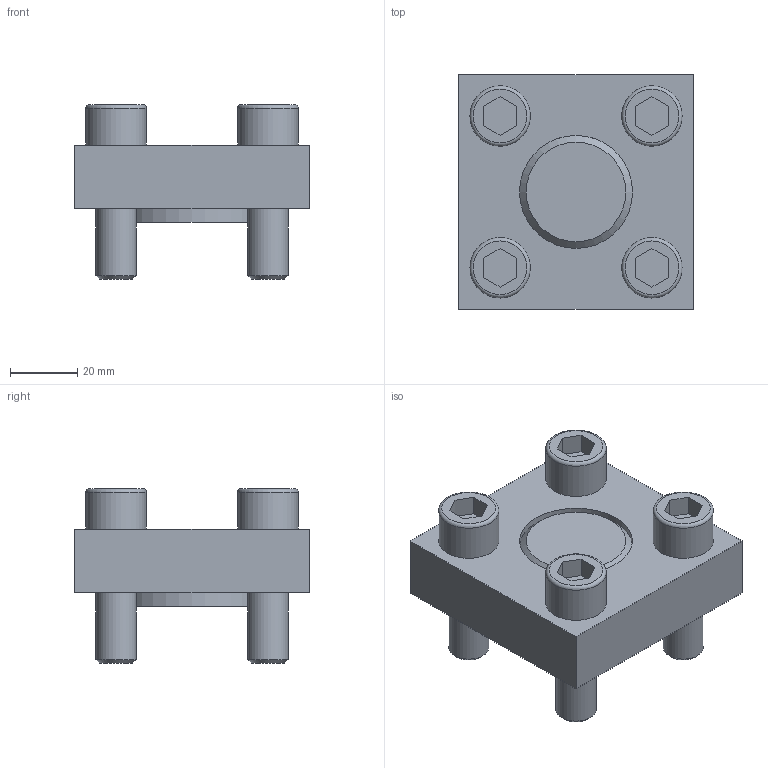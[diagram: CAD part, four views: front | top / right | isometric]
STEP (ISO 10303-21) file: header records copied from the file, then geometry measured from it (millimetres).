
FILE_DESCRIPTION(/* description */ ('STEP AP203'),/* implementation_level */ '2;1');
FILE_NAME(/* name */ 'Blind Flange FAB 20-4-01',/* time_stamp */ '2023-07-21T09:31:40+02:00',/* author */ ('License CC BY-ND 4.0'),/* organization */ ('CADENAS'),/* preprocessor_version */ 'ST-DEVELOPER v19.3',/* originating_system */ 'PARTsolutions',/* authorisation */ ' ');
FILE_SCHEMA (('CONFIG_CONTROL_DESIGN'));
Length unit declared in the file: millimetre
Products named in the file (1): Blindflansch FAB 20-4-01
Bounding box: 70 x 70 x 52 mm (x, y, z)
Volume: 115836.9 mm3; surface area: 26135.1 mm2
Topology: 1 solids, 4 shells, 77 faces, 166 edges, 110 vertices
Faces by surface type: plane 49, cylinder 16, torus 7, cone 5
Full cylindrical faces by diameter (mm): 12 x4, 18 x4, 28 x2, 33.24 x2, 33.7 x2, 46 x2
Entity records: 2417 total; most frequent: DIRECTION 326, CARTESIAN_POINT 304, ORIENTED_EDGE 254, EDGE_CURVE 127, EDGE_LOOP 124, FACE_BOUND 124, AXIS2_PLACEMENT_3D 121, VERTEX_POINT 99
